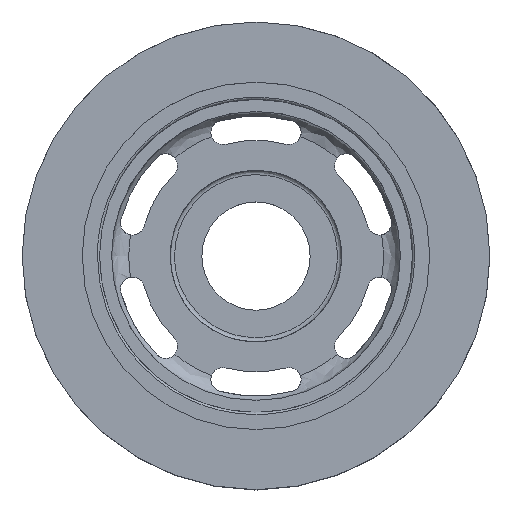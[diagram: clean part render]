
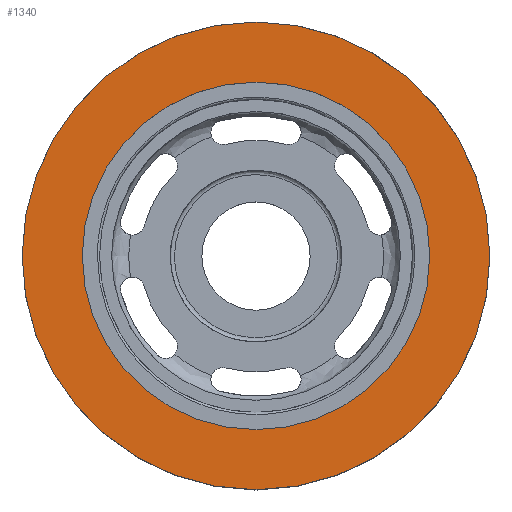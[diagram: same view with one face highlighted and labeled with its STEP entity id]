
A CAD part, top view. The second image highlights one B-rep face of the part: STEP entity #1340.
In plain terms, the highlighted planar face has unit normal (0, 0, 1).
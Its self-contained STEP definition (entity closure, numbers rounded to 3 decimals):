
#31=FACE_BOUND('',#287,.T.);
#93=PLANE('',#1511);
#205=FACE_OUTER_BOUND('',#286,.T.);
#286=EDGE_LOOP('',(#1252,#1253,#1254,#1255));
#287=EDGE_LOOP('',(#1256));
#350=LINE('',#3286,#425);
#359=LINE('',#3304,#434);
#362=LINE('',#3312,#437);
#425=VECTOR('',#1853,10.);
#434=VECTOR('',#1876,10.);
#437=VECTOR('',#1889,10.);
#524=CIRCLE('',#1499,77.788);
#525=CIRCLE('',#1508,57.788);
#645=VERTEX_POINT('',#3283);
#646=VERTEX_POINT('',#3285);
#647=VERTEX_POINT('',#3296);
#648=VERTEX_POINT('',#3302);
#649=VERTEX_POINT('',#3314);
#836=EDGE_CURVE('',#646,#645,#350,.T.);
#843=EDGE_CURVE('',#645,#647,#524,.T.);
#846=EDGE_CURVE('',#647,#648,#359,.T.);
#849=EDGE_CURVE('',#648,#646,#362,.T.);
#850=EDGE_CURVE('',#649,#649,#525,.T.);
#1252=ORIENTED_EDGE('',*,*,#836,.T.);
#1253=ORIENTED_EDGE('',*,*,#843,.T.);
#1254=ORIENTED_EDGE('',*,*,#846,.T.);
#1255=ORIENTED_EDGE('',*,*,#849,.T.);
#1256=ORIENTED_EDGE('',*,*,#850,.T.);
#1340=ADVANCED_FACE('',(#205,#31),#93,.T.);
#1499=AXIS2_PLACEMENT_3D('',#3298,#1868,#1869);
#1508=AXIS2_PLACEMENT_3D('',#3315,#1892,#1893);
#1511=AXIS2_PLACEMENT_3D('',#3320,#1900,#1901);
#1853=DIRECTION('',(0.004,-1.,0.));
#1868=DIRECTION('center_axis',(0.,0.,1.));
#1869=DIRECTION('ref_axis',(0.004,-1.,0.));
#1876=DIRECTION('',(0.004,1.,0.));
#1889=DIRECTION('',(1.,0.,0.));
#1892=DIRECTION('center_axis',(0.,0.,-1.));
#1893=DIRECTION('ref_axis',(1.,0.,0.));
#1900=DIRECTION('center_axis',(0.,0.,1.));
#1901=DIRECTION('ref_axis',(1.,0.,0.));
#3283=CARTESIAN_POINT('',(0.339,-77.787,49.5));
#3285=CARTESIAN_POINT('',(0.339,-77.688,49.5));
#3286=CARTESIAN_POINT('',(0.339,-77.688,49.5));
#3296=CARTESIAN_POINT('',(-0.339,-77.787,49.5));
#3298=CARTESIAN_POINT('Origin',(0.,0.,49.5));
#3302=CARTESIAN_POINT('',(-0.339,-77.688,49.5));
#3304=CARTESIAN_POINT('',(-0.339,-77.688,49.5));
#3312=CARTESIAN_POINT('',(0.15,-77.688,49.5));
#3314=CARTESIAN_POINT('',(-57.788,0.,49.5));
#3315=CARTESIAN_POINT('Origin',(0.,0.,49.5));
#3320=CARTESIAN_POINT('Origin',(0.,0.,49.5));
